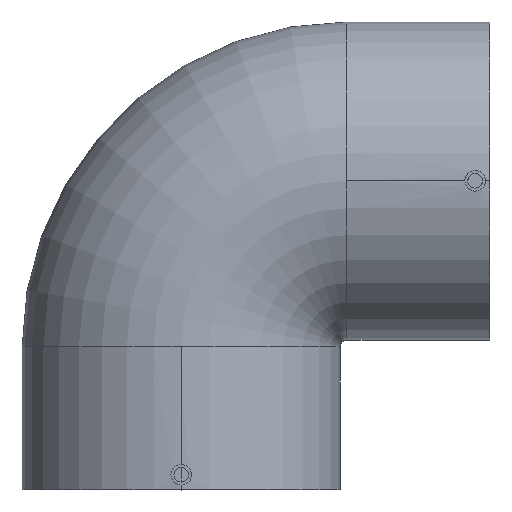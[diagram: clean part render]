
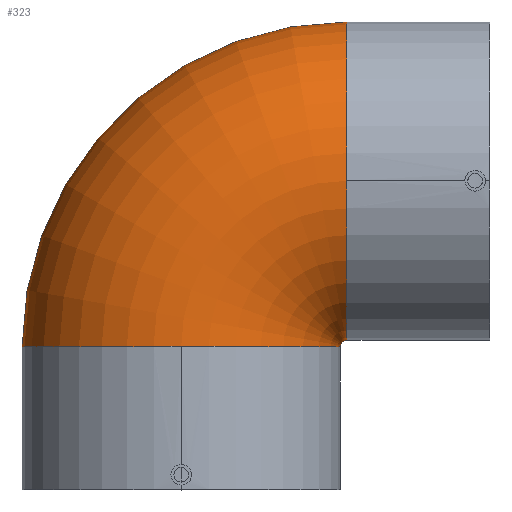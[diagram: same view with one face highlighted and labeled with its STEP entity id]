
A CAD part, top view. The second image highlights one B-rep face of the part: STEP entity #323.
In plain terms, the highlighted toroidal (fillet/blend) face has major radius 113 mm and minor radius 108.5 mm.
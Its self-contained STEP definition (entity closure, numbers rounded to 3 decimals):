
#13 = DIRECTION ( 'NONE',  ( 0., 1., 0. ) ) ;
#25 = CARTESIAN_POINT ( 'NONE',  ( 113., 102., 0. ) ) ;
#26 = DIRECTION ( 'NONE',  ( 0., 0., 1. ) ) ;
#49 = ORIENTED_EDGE ( 'NONE', *, *, #729, .T. ) ;
#87 = CARTESIAN_POINT ( 'NONE',  ( 113., 97.5, 0. ) ) ;
#133 = VERTEX_POINT ( 'NONE', #1180 ) ;
#142 = AXIS2_PLACEMENT_3D ( 'NONE', #1112, #1014, #186 ) ;
#159 = DIRECTION ( 'NONE',  ( 0., 0., 1. ) ) ;
#160 = ORIENTED_EDGE ( 'NONE', *, *, #478, .F. ) ;
#176 = AXIS2_PLACEMENT_3D ( 'NONE', #499, #13, #26 ) ;
#186 = DIRECTION ( 'NONE',  ( 0., 0., 1. ) ) ;
#204 = CIRCLE ( 'NONE', #353, 221.5 ) ;
#222 = AXIS2_PLACEMENT_3D ( 'NONE', #229, #769, #681 ) ;
#229 = CARTESIAN_POINT ( 'NONE',  ( 113., 210.5, 0. ) ) ;
#232 = VERTEX_POINT ( 'NONE', #1004 ) ;
#251 = EDGE_CURVE ( 'NONE', #540, #133, #204, .T. ) ;
#259 = EDGE_CURVE ( 'NONE', #786, #770, #670, .T. ) ;
#279 = CARTESIAN_POINT ( 'NONE',  ( 108.5, 97.5, 0. ) ) ;
#282 = ORIENTED_EDGE ( 'NONE', *, *, #1023, .T. ) ;
#287 = ORIENTED_EDGE ( 'NONE', *, *, #364, .F. ) ;
#300 = AXIS2_PLACEMENT_3D ( 'NONE', #392, #476, #1125 ) ;
#302 = DIRECTION ( 'NONE',  ( 0., 0., -1. ) ) ;
#323 = ADVANCED_FACE ( 'NONE', ( #396 ), #334, .T. ) ;
#324 = DIRECTION ( 'NONE',  ( -1., 0., 0. ) ) ;
#328 = CARTESIAN_POINT ( 'NONE',  ( 113., 210.5, 0. ) ) ;
#334 = TOROIDAL_SURFACE ( 'NONE', #798, 113., 108.5 ) ;
#353 = AXIS2_PLACEMENT_3D ( 'NONE', #87, #1105, #652 ) ;
#364 = EDGE_CURVE ( 'NONE', #133, #232, #956, .T. ) ;
#392 = CARTESIAN_POINT ( 'NONE',  ( 113., 97.5, 0. ) ) ;
#396 = FACE_OUTER_BOUND ( 'NONE', #1086, .T. ) ;
#397 = CIRCLE ( 'NONE', #705, 108.5 ) ;
#426 = CARTESIAN_POINT ( 'NONE',  ( -108.5, 97.5, 0. ) ) ;
#476 = DIRECTION ( 'NONE',  ( 0., 0., -1. ) ) ;
#478 = EDGE_CURVE ( 'NONE', #232, #834, #397, .T. ) ;
#499 = CARTESIAN_POINT ( 'NONE',  ( 0., 97.5, 0. ) ) ;
#540 = VERTEX_POINT ( 'NONE', #426 ) ;
#652 = DIRECTION ( 'NONE',  ( -1., 0., 0. ) ) ;
#670 = CIRCLE ( 'NONE', #142, 108.5 ) ;
#681 = DIRECTION ( 'NONE',  ( 0., 0., 1. ) ) ;
#701 = DIRECTION ( 'NONE',  ( 1., 0., 0. ) ) ;
#703 = ORIENTED_EDGE ( 'NONE', *, *, #259, .T. ) ;
#705 = AXIS2_PLACEMENT_3D ( 'NONE', #328, #701, #159 ) ;
#729 = EDGE_CURVE ( 'NONE', #770, #834, #817, .T. ) ;
#753 = CARTESIAN_POINT ( 'NONE',  ( 0., 97.5, 108.5 ) ) ;
#766 = CARTESIAN_POINT ( 'NONE',  ( 113., 97.5, 0. ) ) ;
#769 = DIRECTION ( 'NONE',  ( 1., 0., 0. ) ) ;
#770 = VERTEX_POINT ( 'NONE', #279 ) ;
#786 = VERTEX_POINT ( 'NONE', #753 ) ;
#798 = AXIS2_PLACEMENT_3D ( 'NONE', #766, #302, #324 ) ;
#817 = CIRCLE ( 'NONE', #300, 4.5 ) ;
#834 = VERTEX_POINT ( 'NONE', #25 ) ;
#956 = CIRCLE ( 'NONE', #222, 108.5 ) ;
#1004 = CARTESIAN_POINT ( 'NONE',  ( 113., 210.5, 108.5 ) ) ;
#1014 = DIRECTION ( 'NONE',  ( 0., 1., 0. ) ) ;
#1023 = EDGE_CURVE ( 'NONE', #540, #786, #1085, .T. ) ;
#1085 = CIRCLE ( 'NONE', #176, 108.5 ) ;
#1086 = EDGE_LOOP ( 'NONE', ( #1128, #282, #703, #49, #160, #287 ) ) ;
#1105 = DIRECTION ( 'NONE',  ( 0., 0., -1. ) ) ;
#1112 = CARTESIAN_POINT ( 'NONE',  ( 0., 97.5, 0. ) ) ;
#1125 = DIRECTION ( 'NONE',  ( -1., 0., 0. ) ) ;
#1128 = ORIENTED_EDGE ( 'NONE', *, *, #251, .F. ) ;
#1180 = CARTESIAN_POINT ( 'NONE',  ( 113., 319., 0. ) ) ;
